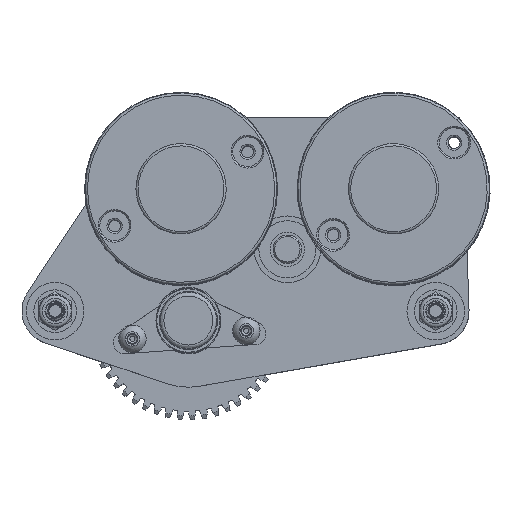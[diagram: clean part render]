
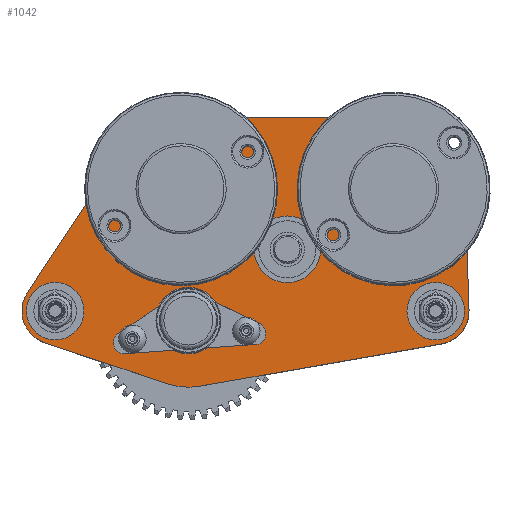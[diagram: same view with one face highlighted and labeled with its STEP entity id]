
A CAD part, top view. The second image highlights one B-rep face of the part: STEP entity #1042.
In plain terms, the highlighted planar face has unit normal (0, 0, 1).
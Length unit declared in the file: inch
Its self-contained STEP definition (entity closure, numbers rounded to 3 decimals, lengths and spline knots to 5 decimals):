
#230=CARTESIAN_POINT('',(1.62404,1.5375,0.25));
#231=VERTEX_POINT('',#230);
#238=CARTESIAN_POINT('',(4.4165,1.5375,0.25));
#239=VERTEX_POINT('',#238);
#240=CARTESIAN_POINT('',(4.4165,1.5375,0.25));
#241=DIRECTION('',(-1.0,0.0,0.0));
#242=VECTOR('',#241,2.79246);
#243=LINE('',#240,#242);
#244=EDGE_CURVE('',#239,#231,#243,.T.);
#270=CARTESIAN_POINT('',(5.35348,0.63117,0.25));
#271=VERTEX_POINT('',#270);
#272=CARTESIAN_POINT('',(4.4165,0.6,0.25));
#273=DIRECTION('',(0.0,0.0,1.0));
#274=DIRECTION('',(-0.999,-0.033,0.0));
#275=AXIS2_PLACEMENT_3D('',#272,#273,#274);
#276=CIRCLE('',#275,0.9375);
#277=EDGE_CURVE('',#271,#239,#276,.T.);
#302=CARTESIAN_POINT('',(5.40726,-0.98545,0.25));
#303=VERTEX_POINT('',#302);
#304=CARTESIAN_POINT('',(5.40726,-0.98545,0.25));
#305=DIRECTION('',(-0.033,0.999,0.0));
#306=VECTOR('',#305,1.61752);
#307=LINE('',#304,#306);
#308=EDGE_CURVE('',#303,#271,#307,.T.);
#334=CARTESIAN_POINT('',(5.04547,-1.43094,0.25));
#335=VERTEX_POINT('',#334);
#336=CARTESIAN_POINT('',(4.97,-1.0,0.25));
#337=DIRECTION('',(0.0,0.0,1.0));
#338=DIRECTION('',(-0.173,0.985,0.0));
#339=AXIS2_PLACEMENT_3D('',#336,#337,#338);
#340=CIRCLE('',#339,0.4375);
#341=EDGE_CURVE('',#335,#303,#340,.T.);
#366=CARTESIAN_POINT('',(1.87094,-1.98688,0.25));
#367=VERTEX_POINT('',#366);
#368=CARTESIAN_POINT('',(1.87094,-1.98688,0.25));
#369=DIRECTION('',(0.985,0.173,0.0));
#370=VECTOR('',#369,3.22284);
#371=LINE('',#368,#370);
#372=EDGE_CURVE('',#367,#335,#371,.T.);
#398=CARTESIAN_POINT('',(1.44199,-1.95466,0.25));
#399=VERTEX_POINT('',#398);
#400=CARTESIAN_POINT('',(1.72,-1.125,0.25));
#401=DIRECTION('',(0.0,0.0,1.0));
#402=DIRECTION('',(0.318,0.948,0.0));
#403=AXIS2_PLACEMENT_3D('',#400,#401,#402);
#404=CIRCLE('',#403,0.875);
#405=EDGE_CURVE('',#399,#367,#404,.T.);
#430=CARTESIAN_POINT('',(-0.16901,-1.41483,0.25));
#431=VERTEX_POINT('',#430);
#432=CARTESIAN_POINT('',(-0.16901,-1.41483,0.25));
#433=DIRECTION('',(0.948,-0.318,0.0));
#434=VECTOR('',#433,1.69903);
#435=LINE('',#432,#434);
#436=EDGE_CURVE('',#431,#399,#435,.T.);
#461=CARTESIAN_POINT('',(0.8414,1.11611,0.25));
#462=VERTEX_POINT('',#461);
#469=CARTESIAN_POINT('',(1.62404,0.6,0.25));
#470=DIRECTION('',(0.0,0.0,1.0));
#471=DIRECTION('',(0.0,-1.0,0.0));
#472=AXIS2_PLACEMENT_3D('',#469,#470,#471);
#473=CIRCLE('',#472,0.9375);
#474=EDGE_CURVE('',#231,#462,#473,.T.);
#493=CARTESIAN_POINT('',(-0.39523,-0.75915,0.25));
#494=VERTEX_POINT('',#493);
#501=CARTESIAN_POINT('',(0.8414,1.11611,0.25));
#502=DIRECTION('',(-0.551,-0.835,0.0));
#503=VECTOR('',#502,2.2463);
#504=LINE('',#501,#503);
#505=EDGE_CURVE('',#462,#494,#504,.T.);
#524=CARTESIAN_POINT('',(-0.03,-1.0,0.25));
#525=DIRECTION('',(0.0,0.0,1.0));
#526=DIRECTION('',(0.835,-0.551,0.0));
#527=AXIS2_PLACEMENT_3D('',#524,#525,#526);
#528=CIRCLE('',#527,0.4375);
#529=EDGE_CURVE('',#494,#431,#528,.T.);
#551=CARTESIAN_POINT('',(5.3475,-1.0,0.25));
#552=VERTEX_POINT('',#551);
#553=CARTESIAN_POINT('',(4.97,-1.0,0.25));
#554=DIRECTION('',(0.0,0.0,-1.0));
#555=DIRECTION('',(-1.0,0.0,0.0));
#556=AXIS2_PLACEMENT_3D('',#553,#554,#555);
#557=CIRCLE('',#556,0.3775);
#558=EDGE_CURVE('',#552,#552,#557,.T.);
#599=CARTESIAN_POINT('',(0.3475,-1.0,0.25));
#600=VERTEX_POINT('',#599);
#601=CARTESIAN_POINT('',(-0.03,-1.0,0.25));
#602=DIRECTION('',(0.0,0.0,-1.0));
#603=DIRECTION('',(-1.0,0.0,0.0));
#604=AXIS2_PLACEMENT_3D('',#601,#602,#603);
#605=CIRCLE('',#604,0.3775);
#606=EDGE_CURVE('',#600,#600,#605,.T.);
#660=CARTESIAN_POINT('',(1.048,-1.3125,0.25));
#661=VERTEX_POINT('',#660);
#662=CARTESIAN_POINT('',(0.97,-1.3125,0.25));
#663=DIRECTION('',(0.0,0.0,-1.0));
#664=DIRECTION('',(-1.0,0.0,0.0));
#665=AXIS2_PLACEMENT_3D('',#662,#663,#664);
#666=CIRCLE('',#665,0.078);
#667=EDGE_CURVE('',#661,#661,#666,.T.);
#688=CARTESIAN_POINT('',(2.548,-1.3125,0.25));
#689=VERTEX_POINT('',#688);
#690=CARTESIAN_POINT('',(2.47,-1.3125,0.25));
#691=DIRECTION('',(0.0,0.0,-1.0));
#692=DIRECTION('',(-1.0,0.0,0.0));
#693=AXIS2_PLACEMENT_3D('',#690,#691,#692);
#694=CIRCLE('',#693,0.078);
#695=EDGE_CURVE('',#689,#689,#694,.T.);
#837=CARTESIAN_POINT('',(3.81366,1.30637,0.25));
#838=VERTEX_POINT('',#837);
#839=CARTESIAN_POINT('',(3.70866,1.30637,0.25));
#840=DIRECTION('',(0.0,0.0,-1.0));
#841=DIRECTION('',(1.0,0.0,0.0));
#842=AXIS2_PLACEMENT_3D('',#839,#840,#841);
#843=CIRCLE('',#842,0.105);
#844=EDGE_CURVE('',#838,#838,#843,.T.);
#857=CARTESIAN_POINT('',(5.22861,-0.10711,0.25));
#858=VERTEX_POINT('',#857);
#859=CARTESIAN_POINT('',(5.12361,-0.10711,0.25));
#860=DIRECTION('',(0.0,0.0,-1.0));
#861=DIRECTION('',(1.0,0.0,0.0));
#862=AXIS2_PLACEMENT_3D('',#859,#860,#861);
#863=CIRCLE('',#862,0.105);
#864=EDGE_CURVE('',#858,#858,#863,.T.);
#877=CARTESIAN_POINT('',(2.43615,1.30711,0.25));
#878=VERTEX_POINT('',#877);
#879=CARTESIAN_POINT('',(2.33115,1.30711,0.25));
#880=DIRECTION('',(0.0,0.0,-1.0));
#881=DIRECTION('',(1.0,0.0,0.0));
#882=AXIS2_PLACEMENT_3D('',#879,#880,#881);
#883=CIRCLE('',#882,0.105);
#884=EDGE_CURVE('',#878,#878,#883,.T.);
#897=CARTESIAN_POINT('',(1.02194,-0.10711,0.25));
#898=VERTEX_POINT('',#897);
#899=CARTESIAN_POINT('',(0.91694,-0.10711,0.25));
#900=DIRECTION('',(0.0,0.0,-1.0));
#901=DIRECTION('',(1.0,0.0,0.0));
#902=AXIS2_PLACEMENT_3D('',#899,#900,#901);
#903=CIRCLE('',#902,0.105);
#904=EDGE_CURVE('',#898,#898,#903,.T.);
#917=CARTESIAN_POINT('',(2.1575,-1.125,0.25));
#918=VERTEX_POINT('',#917);
#919=CARTESIAN_POINT('',(1.72,-1.125,0.25));
#920=DIRECTION('',(0.0,0.0,-1.0));
#921=DIRECTION('',(-1.0,0.0,0.0));
#922=AXIS2_PLACEMENT_3D('',#919,#920,#921);
#923=CIRCLE('',#922,0.4375);
#924=EDGE_CURVE('',#918,#918,#923,.T.);
#937=CARTESIAN_POINT('',(3.45777,-0.1875,0.25));
#938=VERTEX_POINT('',#937);
#939=CARTESIAN_POINT('',(3.02027,-0.1875,0.25));
#940=DIRECTION('',(0.0,0.0,-1.0));
#941=DIRECTION('',(-1.0,0.0,0.0));
#942=AXIS2_PLACEMENT_3D('',#939,#940,#941);
#943=CIRCLE('',#942,0.4375);
#944=EDGE_CURVE('',#938,#938,#943,.T.);
#957=CARTESIAN_POINT('',(4.7915,0.6,0.25));
#958=VERTEX_POINT('',#957);
#959=CARTESIAN_POINT('',(4.4165,0.6,0.25));
#960=DIRECTION('',(0.0,0.0,-1.0));
#961=DIRECTION('',(-1.0,0.0,0.0));
#962=AXIS2_PLACEMENT_3D('',#959,#960,#961);
#963=CIRCLE('',#962,0.375);
#964=EDGE_CURVE('',#958,#958,#963,.T.);
#977=CARTESIAN_POINT('',(1.99904,0.6,0.25));
#978=VERTEX_POINT('',#977);
#979=CARTESIAN_POINT('',(1.62404,0.6,0.25));
#980=DIRECTION('',(0.0,0.0,-1.0));
#981=DIRECTION('',(-1.0,0.0,0.0));
#982=AXIS2_PLACEMENT_3D('',#979,#980,#981);
#983=CIRCLE('',#982,0.375);
#984=EDGE_CURVE('',#978,#978,#983,.T.);
#989=CARTESIAN_POINT('',(0.48017,0.67793,0.25));
#990=DIRECTION('',(0.0,0.0,1.0));
#991=DIRECTION('',(1.0,0.0,0.0));
#992=AXIS2_PLACEMENT_3D('',#989,#990,#991);
#993=PLANE('',#992);
#994=ORIENTED_EDGE('',*,*,#405,.T.);
#995=ORIENTED_EDGE('',*,*,#372,.T.);
#996=ORIENTED_EDGE('',*,*,#341,.T.);
#997=ORIENTED_EDGE('',*,*,#308,.T.);
#998=ORIENTED_EDGE('',*,*,#277,.T.);
#999=ORIENTED_EDGE('',*,*,#244,.T.);
#1000=ORIENTED_EDGE('',*,*,#474,.T.);
#1001=ORIENTED_EDGE('',*,*,#505,.T.);
#1002=ORIENTED_EDGE('',*,*,#529,.T.);
#1003=ORIENTED_EDGE('',*,*,#436,.T.);
#1004=EDGE_LOOP('',(#994,#995,#996,#997,#998,#999,#1000,#1001,#1002,#1003));
#1005=FACE_OUTER_BOUND('',#1004,.T.);
#1006=ORIENTED_EDGE('',*,*,#558,.T.);
#1007=EDGE_LOOP('',(#1006));
#1008=FACE_BOUND('',#1007,.T.);
#1009=ORIENTED_EDGE('',*,*,#606,.T.);
#1010=EDGE_LOOP('',(#1009));
#1011=FACE_BOUND('',#1010,.T.);
#1012=ORIENTED_EDGE('',*,*,#667,.T.);
#1013=EDGE_LOOP('',(#1012));
#1014=FACE_BOUND('',#1013,.T.);
#1015=ORIENTED_EDGE('',*,*,#695,.T.);
#1016=EDGE_LOOP('',(#1015));
#1017=FACE_BOUND('',#1016,.T.);
#1018=ORIENTED_EDGE('',*,*,#844,.T.);
#1019=EDGE_LOOP('',(#1018));
#1020=FACE_BOUND('',#1019,.T.);
#1021=ORIENTED_EDGE('',*,*,#864,.T.);
#1022=EDGE_LOOP('',(#1021));
#1023=FACE_BOUND('',#1022,.T.);
#1024=ORIENTED_EDGE('',*,*,#884,.T.);
#1025=EDGE_LOOP('',(#1024));
#1026=FACE_BOUND('',#1025,.T.);
#1027=ORIENTED_EDGE('',*,*,#904,.T.);
#1028=EDGE_LOOP('',(#1027));
#1029=FACE_BOUND('',#1028,.T.);
#1030=ORIENTED_EDGE('',*,*,#924,.T.);
#1031=EDGE_LOOP('',(#1030));
#1032=FACE_BOUND('',#1031,.T.);
#1033=ORIENTED_EDGE('',*,*,#944,.T.);
#1034=EDGE_LOOP('',(#1033));
#1035=FACE_BOUND('',#1034,.T.);
#1036=ORIENTED_EDGE('',*,*,#964,.T.);
#1037=EDGE_LOOP('',(#1036));
#1038=FACE_BOUND('',#1037,.T.);
#1039=ORIENTED_EDGE('',*,*,#984,.T.);
#1040=EDGE_LOOP('',(#1039));
#1041=FACE_BOUND('',#1040,.T.);
#1042=ADVANCED_FACE('',(#1005,#1008,#1011,#1014,#1017,#1020,#1023,#1026,#1029,#1032,#1035,#1038,#1041),#993,.T.);
